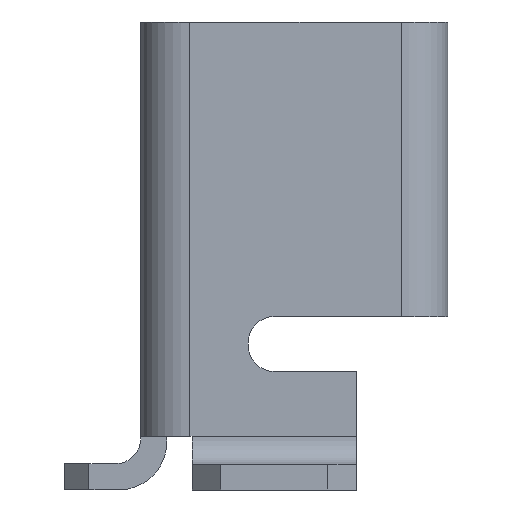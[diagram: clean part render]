
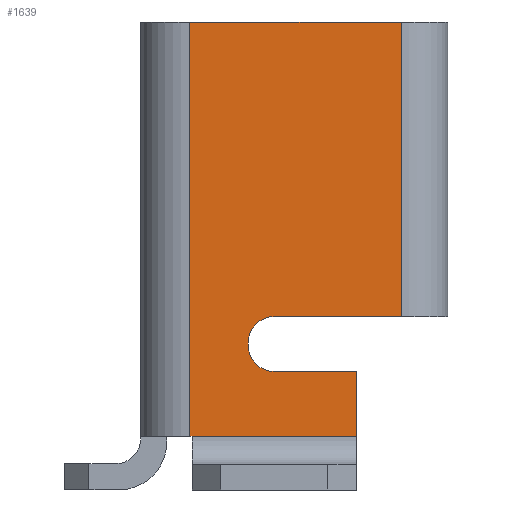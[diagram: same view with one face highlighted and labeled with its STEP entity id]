
A CAD part, left-side view. The second image highlights one B-rep face of the part: STEP entity #1639.
In plain terms, the highlighted planar face has unit normal (-1, 0, 0).
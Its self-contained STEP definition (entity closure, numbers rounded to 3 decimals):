
#52=CIRCLE('',#1741,0.4);
#53=CIRCLE('',#1742,0.4);
#131=ORIENTED_EDGE('',*,*,#625,.F.);
#132=ORIENTED_EDGE('',*,*,#626,.T.);
#133=ORIENTED_EDGE('',*,*,#627,.T.);
#134=ORIENTED_EDGE('',*,*,#628,.F.);
#135=ORIENTED_EDGE('',*,*,#629,.F.);
#136=ORIENTED_EDGE('',*,*,#630,.F.);
#137=ORIENTED_EDGE('',*,*,#631,.F.);
#138=ORIENTED_EDGE('',*,*,#632,.F.);
#139=ORIENTED_EDGE('',*,*,#633,.F.);
#140=ORIENTED_EDGE('',*,*,#634,.T.);
#141=ORIENTED_EDGE('',*,*,#635,.T.);
#142=ORIENTED_EDGE('',*,*,#636,.F.);
#625=EDGE_CURVE('',#871,#872,#1039,.T.);
#626=EDGE_CURVE('',#871,#873,#1040,.T.);
#627=EDGE_CURVE('',#873,#874,#1041,.F.);
#628=EDGE_CURVE('',#875,#874,#1042,.T.);
#629=EDGE_CURVE('',#876,#875,#1043,.T.);
#630=EDGE_CURVE('',#877,#876,#52,.F.);
#631=EDGE_CURVE('',#878,#877,#1044,.T.);
#632=EDGE_CURVE('',#879,#878,#53,.F.);
#633=EDGE_CURVE('',#880,#879,#1045,.T.);
#634=EDGE_CURVE('',#880,#881,#1046,.T.);
#635=EDGE_CURVE('',#881,#882,#1047,.T.);
#636=EDGE_CURVE('',#872,#882,#1048,.T.);
#871=VERTEX_POINT('',#2395);
#872=VERTEX_POINT('',#2396);
#873=VERTEX_POINT('',#2398);
#874=VERTEX_POINT('',#2400);
#875=VERTEX_POINT('',#2402);
#876=VERTEX_POINT('',#2404);
#877=VERTEX_POINT('',#2406);
#878=VERTEX_POINT('',#2408);
#879=VERTEX_POINT('',#2410);
#880=VERTEX_POINT('',#2412);
#881=VERTEX_POINT('',#2414);
#882=VERTEX_POINT('',#2416);
#1039=LINE('',#2394,#1229);
#1040=LINE('',#2397,#1230);
#1041=LINE('',#2399,#1231);
#1042=LINE('',#2401,#1232);
#1043=LINE('',#2403,#1233);
#1044=LINE('',#2407,#1234);
#1045=LINE('',#2411,#1235);
#1046=LINE('',#2413,#1236);
#1047=LINE('',#2415,#1237);
#1048=LINE('',#2417,#1238);
#1229=VECTOR('',#1910,1000.);
#1230=VECTOR('',#1911,1000.);
#1231=VECTOR('',#1912,1000.);
#1232=VECTOR('',#1913,1000.);
#1233=VECTOR('',#1914,1000.);
#1234=VECTOR('',#1917,1000.);
#1235=VECTOR('',#1920,1000.);
#1236=VECTOR('',#1921,1000.);
#1237=VECTOR('',#1922,1000.);
#1238=VECTOR('',#1923,1000.);
#1409=EDGE_LOOP('',(#131,#132,#133,#134,#135,#136,#137,#138,#139,#140,#141,
#142));
#1495=FACE_BOUND('',#1409,.T.);
#1581=PLANE('',#1740);
#1639=ADVANCED_FACE('',(#1495),#1581,.F.);
#1740=AXIS2_PLACEMENT_3D('',#2393,#1908,#1909);
#1741=AXIS2_PLACEMENT_3D('',#2405,#1915,#1916);
#1742=AXIS2_PLACEMENT_3D('',#2409,#1918,#1919);
#1908=DIRECTION('',(1.,0.,0.));
#1909=DIRECTION('',(0.,1.,0.));
#1910=DIRECTION('',(0.,1.,0.));
#1911=DIRECTION('',(0.,0.,1.));
#1912=DIRECTION('',(0.,1.,0.));
#1913=DIRECTION('',(0.,0.,-1.));
#1914=DIRECTION('',(0.,-1.,0.));
#1915=DIRECTION('',(1.,0.,0.));
#1916=DIRECTION('',(0.,1.,0.));
#1917=DIRECTION('',(0.,0.,-1.));
#1918=DIRECTION('',(1.,0.,0.));
#1919=DIRECTION('',(0.,1.,0.));
#1920=DIRECTION('',(0.,1.,0.));
#1921=DIRECTION('',(0.,0.,1.));
#1922=DIRECTION('',(0.,1.,0.));
#1923=DIRECTION('',(0.,0.,1.));
#2393=CARTESIAN_POINT('',(-1.905,1.6,-7.16));
#2394=CARTESIAN_POINT('',(-1.905,1.6,-6.34));
#2395=CARTESIAN_POINT('',(-1.905,1.561,-6.34));
#2396=CARTESIAN_POINT('',(-1.905,1.6,-6.34));
#2397=CARTESIAN_POINT('',(-1.905,1.561,-7.16));
#2398=CARTESIAN_POINT('',(-1.905,1.561,-6.334));
#2399=CARTESIAN_POINT('',(-1.905,-0.95,-6.334));
#2400=CARTESIAN_POINT('',(-1.905,-0.95,-6.334));
#2401=CARTESIAN_POINT('',(-1.905,-0.95,-7.16));
#2402=CARTESIAN_POINT('',(-1.905,-0.95,-5.346));
#2403=CARTESIAN_POINT('',(-1.905,1.6,-5.346));
#2404=CARTESIAN_POINT('',(-1.905,0.306,-5.346));
#2405=CARTESIAN_POINT('',(-1.905,0.306,-4.946));
#2406=CARTESIAN_POINT('',(-1.905,0.706,-4.946));
#2407=CARTESIAN_POINT('',(-1.905,0.706,-7.16));
#2408=CARTESIAN_POINT('',(-1.905,0.706,-4.907));
#2409=CARTESIAN_POINT('',(-1.905,0.306,-4.907));
#2410=CARTESIAN_POINT('',(-1.905,0.306,-4.507));
#2411=CARTESIAN_POINT('',(-1.905,1.6,-4.507));
#2412=CARTESIAN_POINT('',(-1.905,-1.64,-4.507));
#2413=CARTESIAN_POINT('',(-1.905,-1.64,-7.16));
#2414=CARTESIAN_POINT('',(-1.905,-1.64,0.));
#2415=CARTESIAN_POINT('',(-1.905,1.6,0.));
#2416=CARTESIAN_POINT('',(-1.905,1.6,0.));
#2417=CARTESIAN_POINT('',(-1.905,1.6,-7.16));
